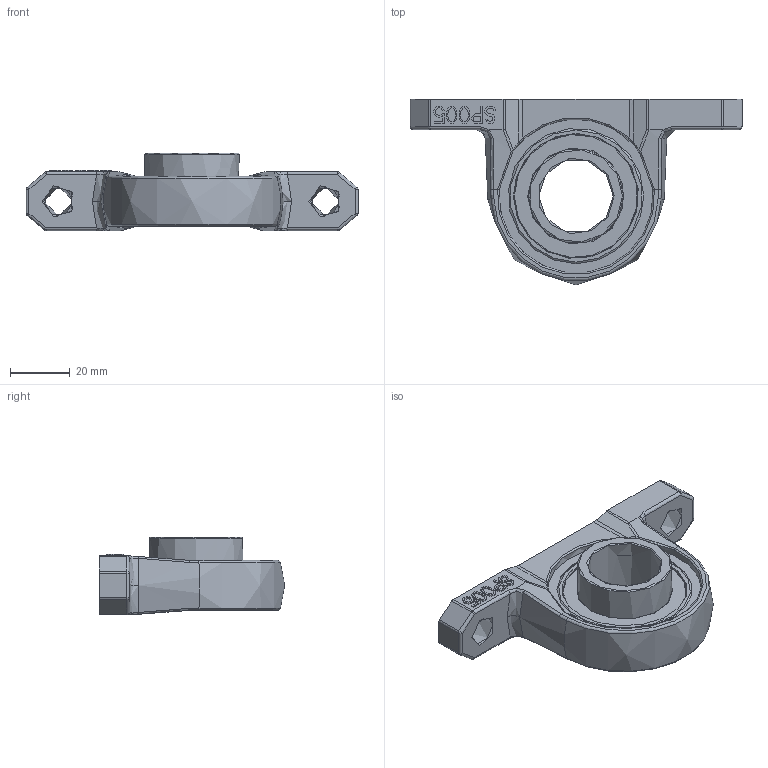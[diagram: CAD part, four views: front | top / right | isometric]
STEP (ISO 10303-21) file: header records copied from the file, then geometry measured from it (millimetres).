
FILE_DESCRIPTION(/* description */ (''),/* implementation_level */ '2;1');
FILE_NAME(/* name */ 'MKP005.stp',/* time_stamp */ '2016-02-03T15:42:03+01:00',/* author */ ('fje'),/* organization */ (''),/* preprocessor_version */ 'ST-DEVELOPER v15.2',/* originating_system */ 'Autodesk Inventor 2014',/* authorisation */ '');
FILE_SCHEMA (('AUTOMOTIVE_DESIGN { 1 0 10303 214 3 1 1 }'));
Length unit declared in the file: millimetre
Products named in the file (1): Part93
Bounding box: 111.4 x 62.2 x 26.1 mm (x, y, z)
Volume: 49502.4 mm3; surface area: 19641.1 mm2
Topology: 2 solids, 2 shells, 367 faces, 977 edges, 629 vertices
Faces by surface type: plane 254, cylinder 47, bspline 43, cone 9, sphere 8, torus 6
Full cylindrical faces by diameter (mm): 5 x2, 10 x2, 25 x1, 31.8 x2, 32.4 x2, 41.4 x2, 42 x2, 51.8 x2
Entity records: 13745 total; most frequent: CARTESIAN_POINT 4521, ORIENTED_EDGE 1894, DIRECTION 1674, EDGE_CURVE 947, LINE 714, VECTOR 714, VERTEX_POINT 623, AXIS2_PLACEMENT_3D 480
